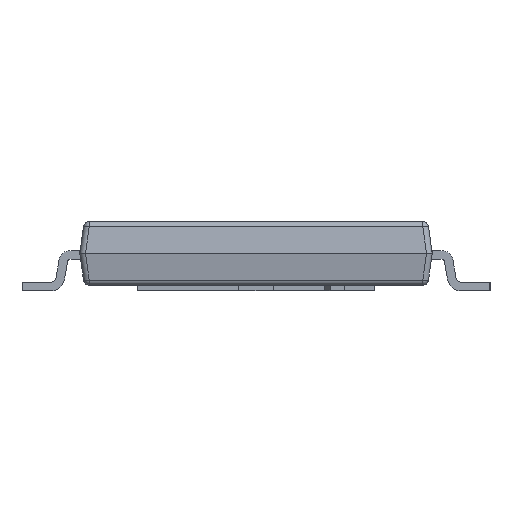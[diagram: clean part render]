
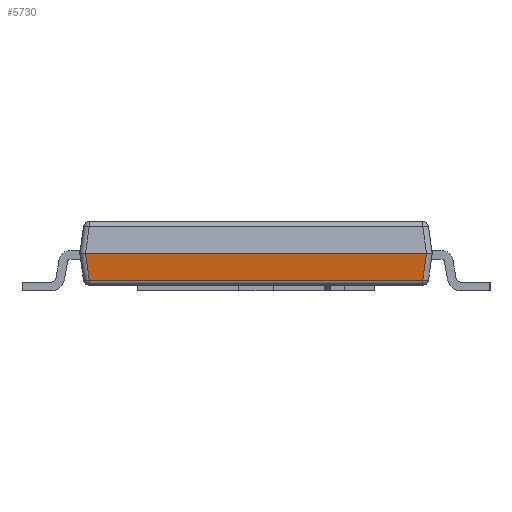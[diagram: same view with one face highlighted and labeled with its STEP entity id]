
A CAD part, left-side view. The second image highlights one B-rep face of the part: STEP entity #5730.
In plain terms, the highlighted planar face has unit normal (-0.99, 0, -0.139).
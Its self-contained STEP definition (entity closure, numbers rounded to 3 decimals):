
#830 = VERTEX_POINT ( 'NONE', #11481 ) ;
#1429 = EDGE_CURVE ( 'NONE', #2776, #8920, #8498, .T. ) ;
#2776 = VERTEX_POINT ( 'NONE', #34201 ) ;
#2895 = VECTOR ( 'NONE', #30313, 1000. ) ;
#5412 = ORIENTED_EDGE ( 'NONE', *, *, #11545, .T. ) ;
#5730 = ADVANCED_FACE ( 'NONE', ( #19572 ), #22441, .T. ) ;
#5757 = AXIS2_PLACEMENT_3D ( 'NONE', #6763, #22238, #12717 ) ;
#6192 = VECTOR ( 'NONE', #19372, 1000. ) ;
#6334 = CARTESIAN_POINT ( 'NONE',  ( -6.886, -2.837, -0.811 ) ) ;
#6604 = VECTOR ( 'NONE', #29030, 1000. ) ;
#6763 = CARTESIAN_POINT ( 'NONE',  ( -7., 3.05, 0. ) ) ;
#7109 = LINE ( 'NONE', #25779, #28848 ) ;
#8498 = LINE ( 'NONE', #23857, #2895 ) ;
#8604 = ORIENTED_EDGE ( 'NONE', *, *, #21240, .T. ) ;
#8920 = VERTEX_POINT ( 'NONE', #28130 ) ;
#9591 = EDGE_LOOP ( 'NONE', ( #13721, #5412, #11069, #8604 ) ) ;
#11069 = ORIENTED_EDGE ( 'NONE', *, *, #1429, .F. ) ;
#11481 = CARTESIAN_POINT ( 'NONE',  ( -6.935, 2.886, -0.464 ) ) ;
#11545 = EDGE_CURVE ( 'NONE', #26395, #8920, #34995, .T. ) ;
#12717 = DIRECTION ( 'NONE',  ( -0.139, 0., 0.99 ) ) ;
#12834 = EDGE_CURVE ( 'NONE', #830, #26395, #7109, .T. ) ;
#13721 = ORIENTED_EDGE ( 'NONE', *, *, #12834, .T. ) ;
#19372 = DIRECTION ( 'NONE',  ( -0.138, -0.138, 0.981 ) ) ;
#19572 = FACE_OUTER_BOUND ( 'NONE', #9591, .T. ) ;
#21240 = EDGE_CURVE ( 'NONE', #2776, #830, #39036, .T. ) ;
#22238 = DIRECTION ( 'NONE',  ( -0.99, 0., -0.139 ) ) ;
#22441 = PLANE ( 'NONE',  #5757 ) ;
#22612 = DIRECTION ( 'NONE',  ( 0., -1., 0. ) ) ;
#22982 = CARTESIAN_POINT ( 'NONE',  ( -7.002, 2.953, 0.013 ) ) ;
#23857 = CARTESIAN_POINT ( 'NONE',  ( -7., 3.05, 0. ) ) ;
#25779 = CARTESIAN_POINT ( 'NONE',  ( -6.935, -2.973, -0.464 ) ) ;
#26395 = VERTEX_POINT ( 'NONE', #34881 ) ;
#28130 = CARTESIAN_POINT ( 'NONE',  ( -7., -2.951, 0. ) ) ;
#28848 = VECTOR ( 'NONE', #22612, 1000. ) ;
#29030 = DIRECTION ( 'NONE',  ( 0.138, -0.138, -0.981 ) ) ;
#30313 = DIRECTION ( 'NONE',  ( 0., -1., 0. ) ) ;
#34201 = CARTESIAN_POINT ( 'NONE',  ( -7., 2.951, 0. ) ) ;
#34881 = CARTESIAN_POINT ( 'NONE',  ( -6.935, -2.886, -0.464 ) ) ;
#34995 = LINE ( 'NONE', #6334, #6192 ) ;
#39036 = LINE ( 'NONE', #22982, #6604 ) ;
